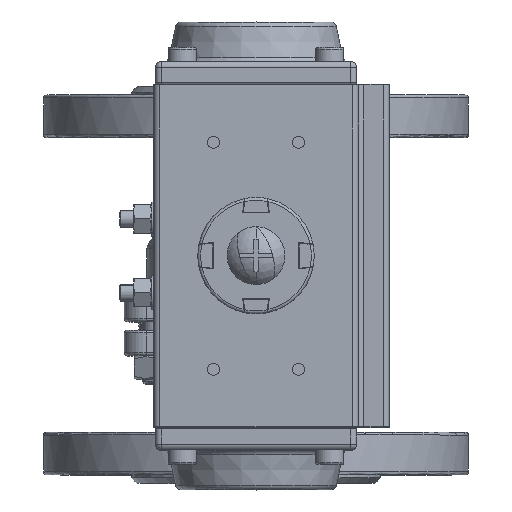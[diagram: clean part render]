
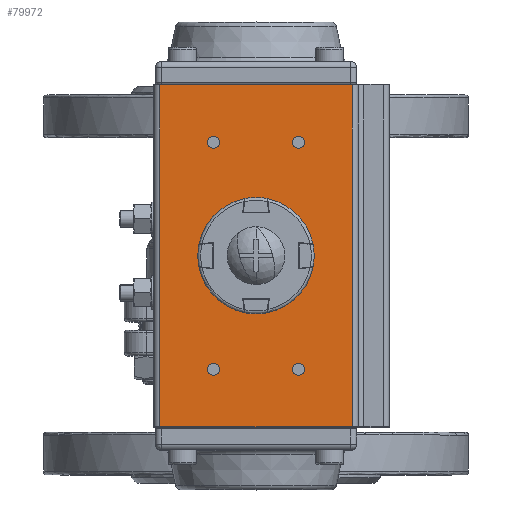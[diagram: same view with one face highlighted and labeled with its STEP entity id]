
A CAD part, top view. The second image highlights one B-rep face of the part: STEP entity #79972.
In plain terms, the highlighted planar face has unit normal (0, 0, 1).
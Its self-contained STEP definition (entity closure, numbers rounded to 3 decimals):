
#79833=CARTESIAN_POINT('',(-34.,-60.5,164.));
#79834=DIRECTION('',(0.,-0.,-1.));
#79835=DIRECTION('',(1.,-0.,0.));
#79836=AXIS2_PLACEMENT_3D('',#79833,#79834,#79835);
#79837=PLANE('',#79836);
#79838=CARTESIAN_POINT('',(-15.,37.9,164.));
#79839=VERTEX_POINT('',#79838);
#79840=CARTESIAN_POINT('',(-15.,42.1,164.));
#79841=VERTEX_POINT('',#79840);
#79842=CARTESIAN_POINT('',(-15.,40.,164.));
#79843=DIRECTION('',(-0.,0.,1.));
#79844=DIRECTION('',(-0.,-1.,0.));
#79845=AXIS2_PLACEMENT_3D('',#79842,#79843,#79844);
#79846=CIRCLE('',#79845,2.1);
#79847=EDGE_CURVE('NONE',#79839,#79841,#79846,.T.);
#79848=ORIENTED_EDGE('',*,*,#79847,.F.);
#79849=CARTESIAN_POINT('',(-15.,40.,164.));
#79850=DIRECTION('',(-0.,0.,1.));
#79851=DIRECTION('',(-0.,-1.,0.));
#79852=AXIS2_PLACEMENT_3D('',#79849,#79850,#79851);
#79853=CIRCLE('',#79852,2.1);
#79854=EDGE_CURVE('NONE',#79841,#79839,#79853,.T.);
#79855=ORIENTED_EDGE('',*,*,#79854,.F.);
#79856=EDGE_LOOP('',(#79848,#79855));
#79857=FACE_BOUND('',#79856,.T.);
#79858=CARTESIAN_POINT('',(15.,37.9,164.));
#79859=VERTEX_POINT('',#79858);
#79860=CARTESIAN_POINT('',(15.,42.1,164.));
#79861=VERTEX_POINT('',#79860);
#79862=CARTESIAN_POINT('',(15.,40.,164.));
#79863=DIRECTION('',(-0.,0.,1.));
#79864=DIRECTION('',(-0.,-1.,0.));
#79865=AXIS2_PLACEMENT_3D('',#79862,#79863,#79864);
#79866=CIRCLE('',#79865,2.1);
#79867=EDGE_CURVE('NONE',#79859,#79861,#79866,.T.);
#79868=ORIENTED_EDGE('',*,*,#79867,.F.);
#79869=CARTESIAN_POINT('',(15.,40.,164.));
#79870=DIRECTION('',(-0.,0.,1.));
#79871=DIRECTION('',(-0.,-1.,0.));
#79872=AXIS2_PLACEMENT_3D('',#79869,#79870,#79871);
#79873=CIRCLE('',#79872,2.1);
#79874=EDGE_CURVE('NONE',#79861,#79859,#79873,.T.);
#79875=ORIENTED_EDGE('',*,*,#79874,.F.);
#79876=EDGE_LOOP('',(#79868,#79875));
#79877=FACE_BOUND('',#79876,.T.);
#79878=CARTESIAN_POINT('',(34.,-60.279,164.));
#79879=VERTEX_POINT('',#79878);
#79880=CARTESIAN_POINT('',(34.,60.279,164.));
#79881=VERTEX_POINT('',#79880);
#79882=CARTESIAN_POINT('',(34.,-60.279,164.));
#79883=DIRECTION('',(0.,1.,-0.));
#79884=VECTOR('',#79883,120.558);
#79885=LINE('',#79882,#79884);
#79886=EDGE_CURVE('',#79879,#79881,#79885,.T.);
#79887=ORIENTED_EDGE('',*,*,#79886,.T.);
#79888=CARTESIAN_POINT('',(-34.,60.279,164.));
#79889=VERTEX_POINT('',#79888);
#79890=CARTESIAN_POINT('',(34.,60.279,164.));
#79891=DIRECTION('',(-1.,0.,-0.));
#79892=VECTOR('',#79891,68.);
#79893=LINE('',#79890,#79892);
#79894=EDGE_CURVE('',#79881,#79889,#79893,.T.);
#79895=ORIENTED_EDGE('',*,*,#79894,.T.);
#79896=CARTESIAN_POINT('',(-34.,-60.279,164.));
#79897=VERTEX_POINT('',#79896);
#79898=CARTESIAN_POINT('',(-34.,-60.279,164.));
#79899=DIRECTION('',(0.,1.,-0.));
#79900=VECTOR('',#79899,120.558);
#79901=LINE('',#79898,#79900);
#79902=EDGE_CURVE('',#79897,#79889,#79901,.T.);
#79903=ORIENTED_EDGE('',*,*,#79902,.F.);
#79904=CARTESIAN_POINT('',(-34.,-60.279,164.));
#79905=DIRECTION('',(1.,-0.,0.));
#79906=VECTOR('',#79905,68.);
#79907=LINE('',#79904,#79906);
#79908=EDGE_CURVE('',#79897,#79879,#79907,.T.);
#79909=ORIENTED_EDGE('',*,*,#79908,.T.);
#79910=EDGE_LOOP('',(#79887,#79895,#79903,#79909));
#79911=FACE_BOUND('',#79910,.T.);
#79912=CARTESIAN_POINT('',(-15.,-42.1,164.));
#79913=VERTEX_POINT('',#79912);
#79914=CARTESIAN_POINT('',(-15.,-37.9,164.));
#79915=VERTEX_POINT('',#79914);
#79916=CARTESIAN_POINT('',(-15.,-40.,164.));
#79917=DIRECTION('',(-0.,0.,1.));
#79918=DIRECTION('',(-0.,-1.,0.));
#79919=AXIS2_PLACEMENT_3D('',#79916,#79917,#79918);
#79920=CIRCLE('',#79919,2.1);
#79921=EDGE_CURVE('NONE',#79913,#79915,#79920,.T.);
#79922=ORIENTED_EDGE('',*,*,#79921,.F.);
#79923=CARTESIAN_POINT('',(-15.,-40.,164.));
#79924=DIRECTION('',(-0.,0.,1.));
#79925=DIRECTION('',(-0.,-1.,0.));
#79926=AXIS2_PLACEMENT_3D('',#79923,#79924,#79925);
#79927=CIRCLE('',#79926,2.1);
#79928=EDGE_CURVE('NONE',#79915,#79913,#79927,.T.);
#79929=ORIENTED_EDGE('',*,*,#79928,.F.);
#79930=EDGE_LOOP('',(#79922,#79929));
#79931=FACE_BOUND('',#79930,.T.);
#79932=CARTESIAN_POINT('',(15.,-42.1,164.));
#79933=VERTEX_POINT('',#79932);
#79934=CARTESIAN_POINT('',(15.,-37.9,164.));
#79935=VERTEX_POINT('',#79934);
#79936=CARTESIAN_POINT('',(15.,-40.,164.));
#79937=DIRECTION('',(-0.,0.,1.));
#79938=DIRECTION('',(-0.,-1.,0.));
#79939=AXIS2_PLACEMENT_3D('',#79936,#79937,#79938);
#79940=CIRCLE('',#79939,2.1);
#79941=EDGE_CURVE('NONE',#79933,#79935,#79940,.T.);
#79942=ORIENTED_EDGE('',*,*,#79941,.F.);
#79943=CARTESIAN_POINT('',(15.,-40.,164.));
#79944=DIRECTION('',(-0.,0.,1.));
#79945=DIRECTION('',(-0.,-1.,0.));
#79946=AXIS2_PLACEMENT_3D('',#79943,#79944,#79945);
#79947=CIRCLE('',#79946,2.1);
#79948=EDGE_CURVE('NONE',#79935,#79933,#79947,.T.);
#79949=ORIENTED_EDGE('',*,*,#79948,.F.);
#79950=EDGE_LOOP('',(#79942,#79949));
#79951=FACE_BOUND('',#79950,.T.);
#79952=CARTESIAN_POINT('',(0.,-9.,164.));
#79953=VERTEX_POINT('',#79952);
#79954=CARTESIAN_POINT('',(0.,9.,164.));
#79955=VERTEX_POINT('',#79954);
#79956=CARTESIAN_POINT('',(0.,-0.,164.));
#79957=DIRECTION('',(0.,-0.,-1.));
#79958=DIRECTION('',(1.,-0.,0.));
#79959=AXIS2_PLACEMENT_3D('',#79956,#79957,#79958);
#79960=CIRCLE('',#79959,9.);
#79961=EDGE_CURVE('',#79953,#79955,#79960,.T.);
#79962=ORIENTED_EDGE('',*,*,#79961,.T.);
#79963=CARTESIAN_POINT('',(0.,-0.,164.));
#79964=DIRECTION('',(0.,-0.,-1.));
#79965=DIRECTION('',(1.,-0.,0.));
#79966=AXIS2_PLACEMENT_3D('',#79963,#79964,#79965);
#79967=CIRCLE('',#79966,9.);
#79968=EDGE_CURVE('',#79955,#79953,#79967,.T.);
#79969=ORIENTED_EDGE('',*,*,#79968,.T.);
#79970=EDGE_LOOP('',(#79962,#79969));
#79971=FACE_BOUND('',#79970,.T.);
#79972=ADVANCED_FACE('',(#79857,#79877,#79911,#79931,#79951,#79971),#79837,.F.);
